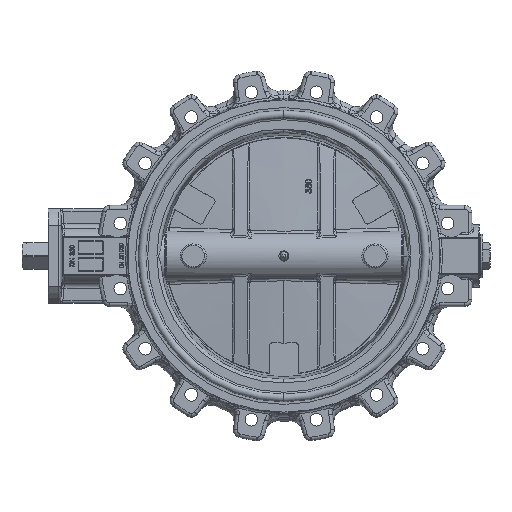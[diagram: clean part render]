
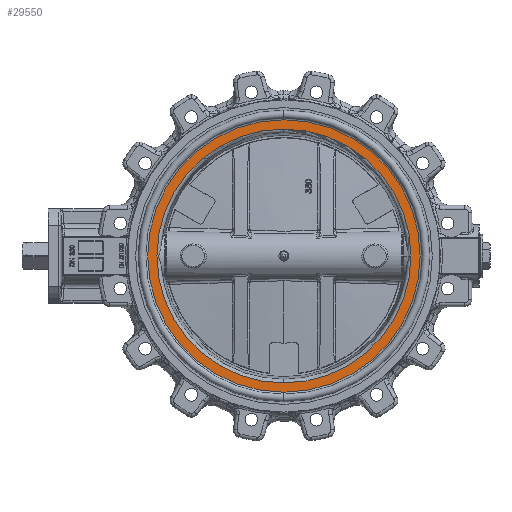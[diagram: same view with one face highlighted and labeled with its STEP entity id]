
A CAD part, left-side view. The second image highlights one B-rep face of the part: STEP entity #29550.
In plain terms, the highlighted planar face has unit normal (-1, 0, 0).
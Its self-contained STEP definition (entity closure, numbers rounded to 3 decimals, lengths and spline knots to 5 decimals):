
#248 = CARTESIAN_POINT ( 'NONE',  ( -0.039, 0., -0.18775 ) ) ;
#405 = VERTEX_POINT ( 'NONE', #248 ) ;
#568 = DIRECTION ( 'NONE',  ( -1., 0., 0. ) ) ;
#3160 = EDGE_LOOP ( 'NONE', ( #23548, #6035 ) ) ;
#3436 = AXIS2_PLACEMENT_3D ( 'NONE', #30416, #8768, #40133 ) ;
#6035 = ORIENTED_EDGE ( 'NONE', *, *, #15149, .T. ) ;
#8350 = CIRCLE ( 'NONE', #65822, 0.17498 ) ;
#8768 = DIRECTION ( 'NONE',  ( -1., 0., 0. ) ) ;
#15149 = EDGE_CURVE ( 'NONE', #90690, #405, #61701, .T. ) ;
#21348 = CARTESIAN_POINT ( 'NONE',  ( -0.039, 0., 0.17498 ) ) ;
#21505 = CIRCLE ( 'NONE', #3436, 0.17498 ) ;
#22823 = PLANE ( 'NONE',  #72378 ) ;
#23548 = ORIENTED_EDGE ( 'NONE', *, *, #38011, .T. ) ;
#25528 = ORIENTED_EDGE ( 'NONE', *, *, #30603, .F. ) ;
#27964 = ORIENTED_EDGE ( 'NONE', *, *, #30601, .F. ) ;
#28686 = DIRECTION ( 'NONE',  ( 0., 0., -1. ) ) ;
#28935 = DIRECTION ( 'NONE',  ( 0., 0., -1. ) ) ;
#29550 = ADVANCED_FACE ( 'NONE', ( #30050, #100994 ), #22823, .T. ) ;
#30050 = FACE_OUTER_BOUND ( 'NONE', #3160, .T. ) ;
#30416 = CARTESIAN_POINT ( 'NONE',  ( -0.039, 0., 0. ) ) ;
#30601 = EDGE_CURVE ( 'NONE', #93247, #61049, #8350, .T. ) ;
#30603 = EDGE_CURVE ( 'NONE', #61049, #93247, #21505, .T. ) ;
#38011 = EDGE_CURVE ( 'NONE', #405, #90690, #93220, .T. ) ;
#38139 = CARTESIAN_POINT ( 'NONE',  ( -0.039, 0., 0. ) ) ;
#38988 = CARTESIAN_POINT ( 'NONE',  ( -0.039, 0., -0.17498 ) ) ;
#40133 = DIRECTION ( 'NONE',  ( 0., 0., -1. ) ) ;
#40533 = CARTESIAN_POINT ( 'NONE',  ( -0.039, 0., 0.18775 ) ) ;
#53497 = AXIS2_PLACEMENT_3D ( 'NONE', #71033, #63319, #28686 ) ;
#54202 = CARTESIAN_POINT ( 'NONE',  ( -0.039, 0., -0.18775 ) ) ;
#61049 = VERTEX_POINT ( 'NONE', #38988 ) ;
#61701 = CIRCLE ( 'NONE', #53497, 0.18775 ) ;
#62010 = AXIS2_PLACEMENT_3D ( 'NONE', #38139, #69011, #28935 ) ;
#63319 = DIRECTION ( 'NONE',  ( -1., 0., 0. ) ) ;
#65822 = AXIS2_PLACEMENT_3D ( 'NONE', #79221, #568, #78203 ) ;
#69011 = DIRECTION ( 'NONE',  ( -1., 0., 0. ) ) ;
#70119 = DIRECTION ( 'NONE',  ( -1., 0., 0. ) ) ;
#71033 = CARTESIAN_POINT ( 'NONE',  ( -0.039, 0., 0. ) ) ;
#72378 = AXIS2_PLACEMENT_3D ( 'NONE', #54202, #70119, #84532 ) ;
#78203 = DIRECTION ( 'NONE',  ( 0., 0., -1. ) ) ;
#79221 = CARTESIAN_POINT ( 'NONE',  ( -0.039, 0., 0. ) ) ;
#80557 = EDGE_LOOP ( 'NONE', ( #25528, #27964 ) ) ;
#84532 = DIRECTION ( 'NONE',  ( 0., 0., -1. ) ) ;
#90690 = VERTEX_POINT ( 'NONE', #40533 ) ;
#93220 = CIRCLE ( 'NONE', #62010, 0.18775 ) ;
#93247 = VERTEX_POINT ( 'NONE', #21348 ) ;
#100994 = FACE_BOUND ( 'NONE', #80557, .T. ) ;
